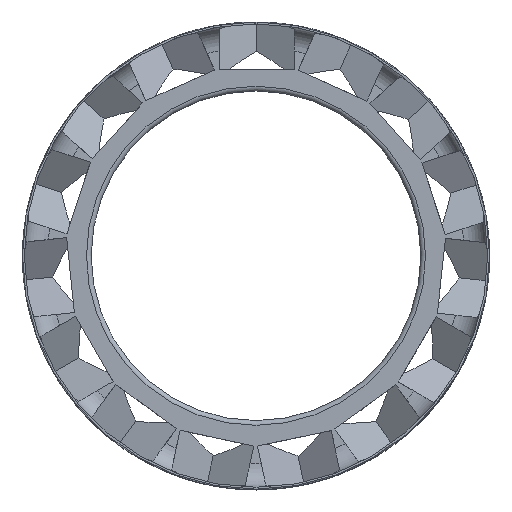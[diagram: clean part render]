
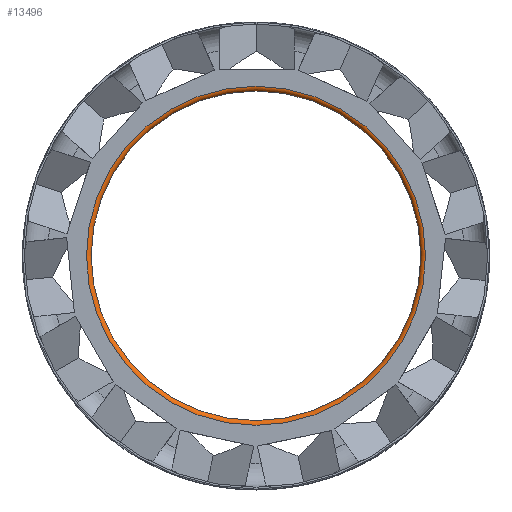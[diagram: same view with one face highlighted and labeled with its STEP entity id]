
A CAD part, top view. The second image highlights one B-rep face of the part: STEP entity #13496.
In plain terms, the highlighted toroidal (fillet/blend) face has major radius 36 mm and minor radius 1 mm.
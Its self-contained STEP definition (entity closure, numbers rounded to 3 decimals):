
#50=TOROIDAL_SURFACE('',#14999,36.,1.);
#3837=FACE_OUTER_BOUND('',#4627,.T.);
#4627=EDGE_LOOP('',(#12256,#12257,#12258,#12259,#12260));
#4679=CIRCLE('',#13609,36.);
#4727=CIRCLE('',#15000,1.);
#4728=CIRCLE('',#15001,35.);
#4729=CIRCLE('',#15002,35.);
#4882=VERTEX_POINT('',#19427);
#6099=VERTEX_POINT('',#24082);
#6100=VERTEX_POINT('',#24084);
#6268=EDGE_CURVE('',#4882,#4882,#4679,.T.);
#8152=EDGE_CURVE('',#4882,#6099,#4727,.T.);
#8153=EDGE_CURVE('',#6099,#6100,#4728,.T.);
#8154=EDGE_CURVE('',#6100,#6099,#4729,.T.);
#12256=ORIENTED_EDGE('',*,*,#6268,.T.);
#12257=ORIENTED_EDGE('',*,*,#8152,.T.);
#12258=ORIENTED_EDGE('',*,*,#8153,.T.);
#12259=ORIENTED_EDGE('',*,*,#8154,.T.);
#12260=ORIENTED_EDGE('',*,*,#8152,.F.);
#13496=ADVANCED_FACE('',(#3837),#50,.T.);
#13609=AXIS2_PLACEMENT_3D('',#19428,#15297,#15298);
#14999=AXIS2_PLACEMENT_3D('',#24081,#19024,#19025);
#15000=AXIS2_PLACEMENT_3D('',#24083,#19026,#19027);
#15001=AXIS2_PLACEMENT_3D('',#24085,#19028,#19029);
#15002=AXIS2_PLACEMENT_3D('',#24086,#19030,#19031);
#15297=DIRECTION('center_axis',(0.,0.,1.));
#15298=DIRECTION('ref_axis',(1.,0.,0.));
#19024=DIRECTION('center_axis',(0.,0.,-1.));
#19025=DIRECTION('ref_axis',(-1.,0.,0.));
#19026=DIRECTION('center_axis',(0.,-1.,0.));
#19027=DIRECTION('ref_axis',(1.,0.,0.));
#19028=DIRECTION('center_axis',(0.,0.,-1.));
#19029=DIRECTION('ref_axis',(1.,0.,0.));
#19030=DIRECTION('center_axis',(0.,0.,-1.));
#19031=DIRECTION('ref_axis',(1.,0.,0.));
#19427=CARTESIAN_POINT('',(36.,0.,76.6));
#19428=CARTESIAN_POINT('Origin',(0.,0.,76.6));
#24081=CARTESIAN_POINT('Origin',(0.,0.,75.6));
#24082=CARTESIAN_POINT('',(35.,0.,75.6));
#24083=CARTESIAN_POINT('Origin',(36.,0.,75.6));
#24084=CARTESIAN_POINT('',(-35.,0.,75.6));
#24085=CARTESIAN_POINT('Origin',(0.,0.,75.6));
#24086=CARTESIAN_POINT('Origin',(0.,0.,75.6));
